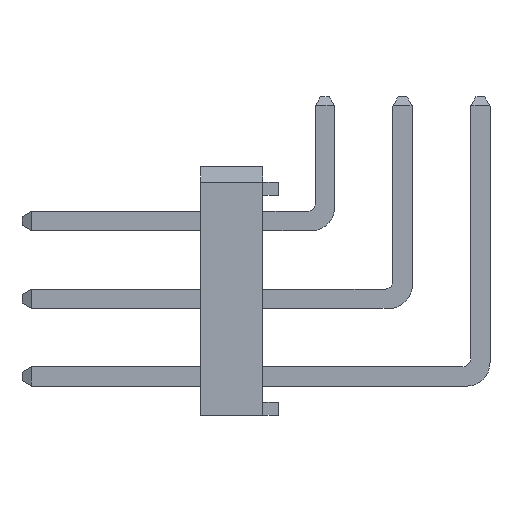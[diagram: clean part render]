
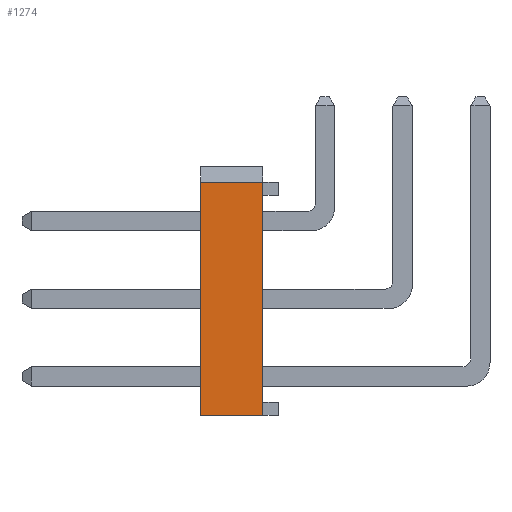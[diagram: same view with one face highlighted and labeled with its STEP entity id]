
A CAD part, left-side view. The second image highlights one B-rep face of the part: STEP entity #1274.
In plain terms, the highlighted planar face has unit normal (-1, 0, 0).
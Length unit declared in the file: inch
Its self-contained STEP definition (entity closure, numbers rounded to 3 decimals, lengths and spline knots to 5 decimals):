
#1274 = ADVANCED_FACE( '', ( #3093 ), #3094, .F. );
#3093 = FACE_OUTER_BOUND( '', #5489, .T. );
#3094 = PLANE( '', #5490 );
#5489 = EDGE_LOOP( '', ( #9289, #9290, #9291, #9292 ) );
#5490 = AXIS2_PLACEMENT_3D( '', #9293, #9294, #9295 );
#9289 = ORIENTED_EDGE( '', *, *, #15404, .F. );
#9290 = ORIENTED_EDGE( '', *, *, #14741, .F. );
#9291 = ORIENTED_EDGE( '', *, *, #15094, .F. );
#9292 = ORIENTED_EDGE( '', *, *, #15563, .T. );
#9293 = CARTESIAN_POINT( '', ( -0.3, 0.1, -0.15 ) );
#9294 = DIRECTION( '', ( 1., 0., 0. ) );
#9295 = DIRECTION( '', ( 0., 0., -1. ) );
#14741 = EDGE_CURVE( '', #17871, #17873, #17874, .T. );
#15094 = EDGE_CURVE( '', #18470, #17871, #18472, .T. );
#15404 = EDGE_CURVE( '', #17873, #18974, #18975, .T. );
#15563 = EDGE_CURVE( '', #18470, #18974, #19214, .T. );
#17871 = VERTEX_POINT( '', #22263 );
#17873 = VERTEX_POINT( '', #22266 );
#17874 = LINE( '', #22267, #22268 );
#18470 = VERTEX_POINT( '', #23151 );
#18472 = LINE( '', #23154, #23155 );
#18974 = VERTEX_POINT( '', #23899 );
#18975 = LINE( '', #23900, #23901 );
#19214 = LINE( '', #24264, #24265 );
#22263 = CARTESIAN_POINT( '', ( -0.3, 0.1, 0.15 ) );
#22266 = CARTESIAN_POINT( '', ( -0.3, 0.02, 0.15 ) );
#22267 = CARTESIAN_POINT( '', ( -0.3, 0.1, 0.15 ) );
#22268 = VECTOR( '', #27560, 39.37008 );
#23151 = CARTESIAN_POINT( '', ( -0.3, 0.1, -0.15 ) );
#23154 = CARTESIAN_POINT( '', ( -0.3, 0.1, -0.15 ) );
#23155 = VECTOR( '', #27873, 39.37008 );
#23899 = CARTESIAN_POINT( '', ( -0.3, 0.02, -0.15 ) );
#23900 = CARTESIAN_POINT( '', ( -0.3, 0.02, -0.15 ) );
#23901 = VECTOR( '', #28140, 39.37008 );
#24264 = CARTESIAN_POINT( '', ( -0.3, 0.1, -0.15 ) );
#24265 = VECTOR( '', #28271, 39.37008 );
#27560 = DIRECTION( '', ( 0., -1., 0. ) );
#27873 = DIRECTION( '', ( 0., 0., 1. ) );
#28140 = DIRECTION( '', ( 0., 0., -1. ) );
#28271 = DIRECTION( '', ( 0., -1., 0. ) );
